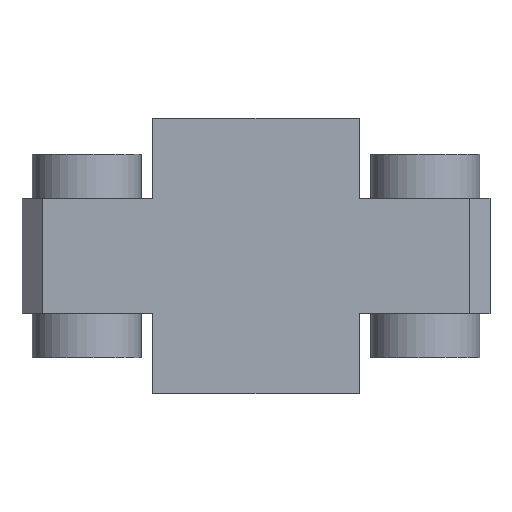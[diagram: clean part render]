
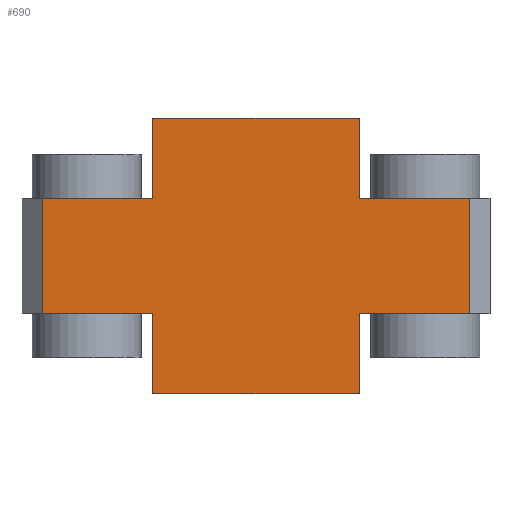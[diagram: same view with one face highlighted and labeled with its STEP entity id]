
A CAD part, top view. The second image highlights one B-rep face of the part: STEP entity #690.
In plain terms, the highlighted planar face has unit normal (0, 0, 1).
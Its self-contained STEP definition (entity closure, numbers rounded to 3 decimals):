
#28=PLANE('',#756);
#66=FACE_OUTER_BOUND('',#107,.T.);
#107=EDGE_LOOP('',(#521,#522,#523,#524,#525,#526,#527,#528,#529,#530,#531,
#532));
#145=LINE('',#999,#233);
#157=LINE('',#1026,#245);
#158=LINE('',#1029,#246);
#164=LINE('',#1039,#252);
#165=LINE('',#1041,#253);
#166=LINE('',#1043,#254);
#167=LINE('',#1045,#255);
#168=LINE('',#1046,#256);
#169=LINE('',#1048,#257);
#170=LINE('',#1050,#258);
#171=LINE('',#1052,#259);
#172=LINE('',#1053,#260);
#233=VECTOR('',#815,10.);
#245=VECTOR('',#833,10.);
#246=VECTOR('',#836,10.);
#252=VECTOR('',#846,10.);
#253=VECTOR('',#847,10.);
#254=VECTOR('',#848,10.);
#255=VECTOR('',#849,10.);
#256=VECTOR('',#850,10.);
#257=VECTOR('',#851,10.);
#258=VECTOR('',#852,10.);
#259=VECTOR('',#853,10.);
#260=VECTOR('',#854,10.);
#329=VERTEX_POINT('',#993);
#331=VERTEX_POINT('',#997);
#341=VERTEX_POINT('',#1020);
#343=VERTEX_POINT('',#1024);
#344=VERTEX_POINT('',#1028);
#346=VERTEX_POINT('',#1038);
#347=VERTEX_POINT('',#1040);
#348=VERTEX_POINT('',#1042);
#349=VERTEX_POINT('',#1044);
#350=VERTEX_POINT('',#1047);
#351=VERTEX_POINT('',#1049);
#352=VERTEX_POINT('',#1051);
#397=EDGE_CURVE('',#329,#331,#145,.T.);
#409=EDGE_CURVE('',#341,#343,#157,.T.);
#410=EDGE_CURVE('',#344,#329,#158,.T.);
#416=EDGE_CURVE('',#331,#346,#164,.T.);
#417=EDGE_CURVE('',#346,#347,#165,.T.);
#418=EDGE_CURVE('',#347,#348,#166,.T.);
#419=EDGE_CURVE('',#348,#349,#167,.T.);
#420=EDGE_CURVE('',#349,#341,#168,.T.);
#421=EDGE_CURVE('',#343,#350,#169,.T.);
#422=EDGE_CURVE('',#350,#351,#170,.T.);
#423=EDGE_CURVE('',#351,#352,#171,.T.);
#424=EDGE_CURVE('',#352,#344,#172,.T.);
#521=ORIENTED_EDGE('',*,*,#397,.T.);
#522=ORIENTED_EDGE('',*,*,#416,.T.);
#523=ORIENTED_EDGE('',*,*,#417,.T.);
#524=ORIENTED_EDGE('',*,*,#418,.T.);
#525=ORIENTED_EDGE('',*,*,#419,.T.);
#526=ORIENTED_EDGE('',*,*,#420,.T.);
#527=ORIENTED_EDGE('',*,*,#409,.T.);
#528=ORIENTED_EDGE('',*,*,#421,.T.);
#529=ORIENTED_EDGE('',*,*,#422,.T.);
#530=ORIENTED_EDGE('',*,*,#423,.T.);
#531=ORIENTED_EDGE('',*,*,#424,.T.);
#532=ORIENTED_EDGE('',*,*,#410,.T.);
#690=ADVANCED_FACE('',(#66),#28,.T.);
#756=AXIS2_PLACEMENT_3D('',#1037,#844,#845);
#815=DIRECTION('',(0.,-1.,0.));
#833=DIRECTION('',(0.,1.,0.));
#836=DIRECTION('',(-1.,0.,0.));
#844=DIRECTION('center_axis',(0.,0.,1.));
#845=DIRECTION('ref_axis',(1.,0.,0.));
#846=DIRECTION('',(1.,0.,0.));
#847=DIRECTION('',(0.,-1.,0.));
#848=DIRECTION('',(1.,0.,0.));
#849=DIRECTION('',(0.,1.,0.));
#850=DIRECTION('',(1.,0.,0.));
#851=DIRECTION('',(-1.,0.,0.));
#852=DIRECTION('',(0.,1.,0.));
#853=DIRECTION('',(-1.,0.,0.));
#854=DIRECTION('',(0.,-1.,0.));
#993=CARTESIAN_POINT('',(-155.,42.,42.5));
#997=CARTESIAN_POINT('',(-155.,-42.,42.5));
#999=CARTESIAN_POINT('',(-155.,0.,42.5));
#1020=CARTESIAN_POINT('',(155.,-42.,42.5));
#1024=CARTESIAN_POINT('',(155.,42.,42.5));
#1026=CARTESIAN_POINT('',(155.,0.,42.5));
#1028=CARTESIAN_POINT('',(-75.,42.,42.5));
#1029=CARTESIAN_POINT('',(170.,42.,42.5));
#1037=CARTESIAN_POINT('Origin',(0.,0.,
42.5));
#1038=CARTESIAN_POINT('',(-75.,-42.,42.5));
#1039=CARTESIAN_POINT('',(-170.,-42.,42.5));
#1040=CARTESIAN_POINT('',(-75.,-100.,42.5));
#1041=CARTESIAN_POINT('',(-75.,100.,42.5));
#1042=CARTESIAN_POINT('',(75.,-100.,42.5));
#1043=CARTESIAN_POINT('',(-75.,-100.,42.5));
#1044=CARTESIAN_POINT('',(75.,-42.,42.5));
#1045=CARTESIAN_POINT('',(75.,-100.,42.5));
#1046=CARTESIAN_POINT('',(-170.,-42.,42.5));
#1047=CARTESIAN_POINT('',(75.,42.,42.5));
#1048=CARTESIAN_POINT('',(170.,42.,42.5));
#1049=CARTESIAN_POINT('',(75.,100.,42.5));
#1050=CARTESIAN_POINT('',(75.,-100.,42.5));
#1051=CARTESIAN_POINT('',(-75.,100.,42.5));
#1052=CARTESIAN_POINT('',(75.,100.,42.5));
#1053=CARTESIAN_POINT('',(-75.,100.,42.5));
